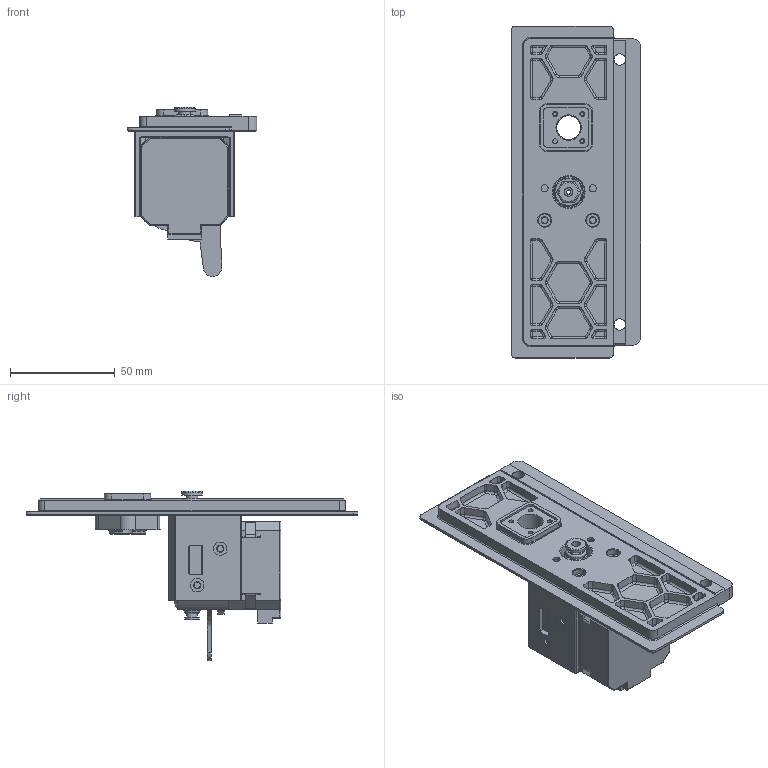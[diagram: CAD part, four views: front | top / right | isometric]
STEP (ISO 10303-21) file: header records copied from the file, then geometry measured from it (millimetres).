
FILE_DESCRIPTION(/* description */ (''),/* implementation_level */ '2;1');
FILE_NAME(/* name */ 'Exhaust_cover_LGX_qd_aviation.step',/* time_stamp */ '2022-10-22T14:27:48+13:00',/* author */ (''),/* organization */ (''),/* preprocessor_version */ 'ST-DEVELOPER v19',/* originating_system */ 'Autodesk Translation Framework v11.7.0.108',/* authorisation */ '');
FILE_SCHEMA (('AUTOMOTIVE_DESIGN { 1 0 10303 214 3 1 1 }'));
Length unit declared in the file: millimetre
Products named in the file (2): Exhaust_cover_LGX_cnlinko_m12; LGX Bowden
Assembly tree (1 placements, depth 2):
  Exhaust_cover_LGX_cnlinko_m12
    LGX Bowden
Bounding box: 61.8 x 158.6 x 80.88 mm (x, y, z)
Volume: 155086.5 mm3; surface area: 55371.9 mm2
Topology: 4 solids, 8 shells, 1171 faces, 2859 edges, 1767 vertices
Faces by surface type: plane 564, cylinder 306, bspline 136, cone 91, torus 45, sphere 29
Full cylindrical faces by diameter (mm): 2 x1, 2.3 x7, 2.5 x4, 3 x6, 3.4 x16, 4 x1, 4.1 x1, 4.7 x6, 5 x5, 5.5 x6, 5.6 x1, 6 x8, 7 x1, 7.947 x1, 9.947 x1, 9.95 x1, 11.43 x5, 12.2 x1, 12.65 x6, 13.4 x1, 14.9 x2
Entity records: 36952 total; most frequent: CARTESIAN_POINT 9710, ORIENTED_EDGE 5706, DIRECTION 5454, EDGE_CURVE 2853, AXIS2_PLACEMENT_3D 1846, VERTEX_POINT 1767, LINE 1762, VECTOR 1762
